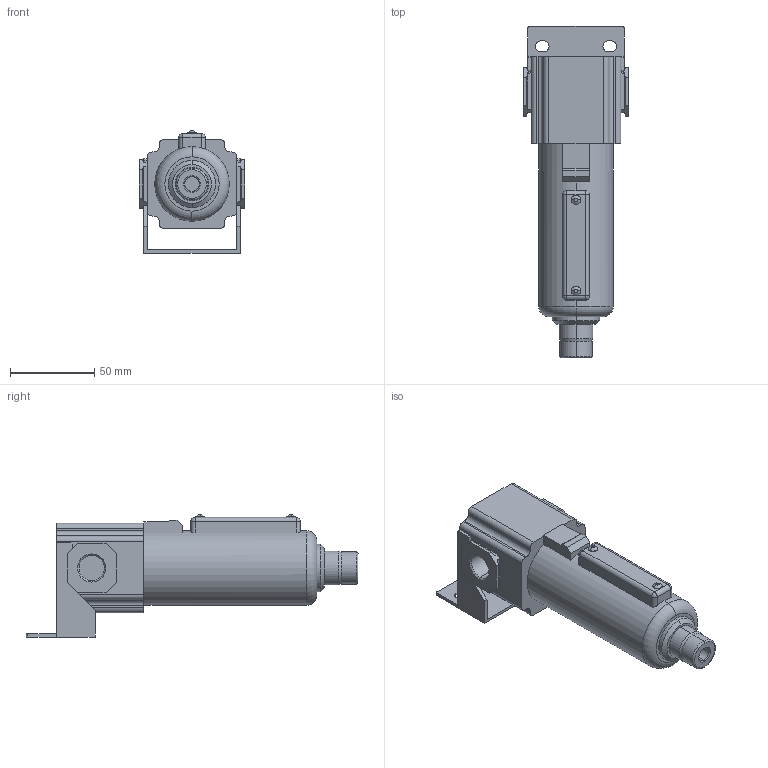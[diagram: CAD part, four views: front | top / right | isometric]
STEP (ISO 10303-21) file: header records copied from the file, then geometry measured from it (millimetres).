
FILE_DESCRIPTION (( 'STEP AP203' ), '1' );
FILE_NAME ('AF2-333-AD.step', '2020-04-16T19:50:26', ( '' ), ( '' ), 'SwSTEP 2.0', 'SolidWorks 2019', '' );
FILE_SCHEMA (( 'CONFIG_CONTROL_DESIGN' ));
Length unit declared in the file: millimetre
Products named in the file (1): AF2-333-AD
Bounding box: 62.5 x 197 x 72.5 mm (x, y, z)
Volume: 318278.2 mm3; surface area: 42641.7 mm2
Topology: 1 solids, 1 shells, 161 faces, 422 edges, 268 vertices
Faces by surface type: plane 95, cylinder 44, cone 10, sphere 4, bspline 4, torus 4
Entity records: 5107 total; most frequent: CARTESIAN_POINT 1012, ORIENTED_EDGE 844, DIRECTION 832, EDGE_CURVE 422, LINE 304, VECTOR 304, VERTEX_POINT 268, AXIS2_PLACEMENT_3D 264
